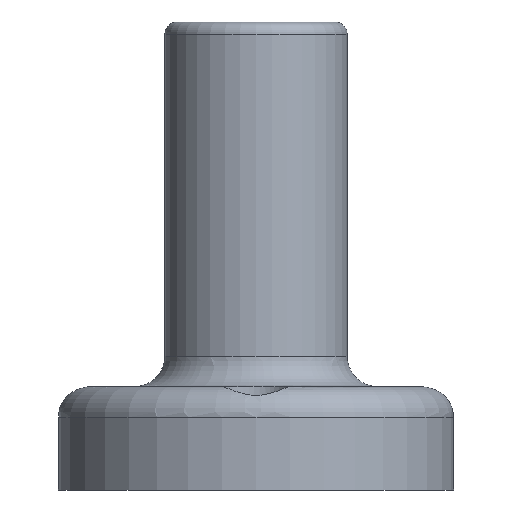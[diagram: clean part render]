
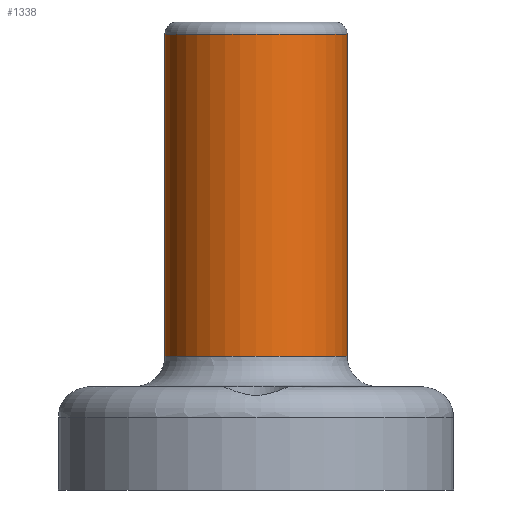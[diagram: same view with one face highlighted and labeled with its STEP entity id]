
A CAD part, front view. The second image highlights one B-rep face of the part: STEP entity #1338.
In plain terms, the highlighted cylindrical face has radius 15 mm (diameter 30 mm), a full revolution.
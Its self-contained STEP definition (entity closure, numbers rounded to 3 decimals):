
#18=CYLINDRICAL_SURFACE('',#1421,15.);
#49=CIRCLE('',#1415,15.);
#52=CIRCLE('',#1418,15.);
#54=CIRCLE('',#1422,15.);
#237=FACE_OUTER_BOUND('',#313,.T.);
#313=EDGE_LOOP('',(#1194,#1195,#1196,#1197,#1198));
#419=LINE('',#2718,#510);
#510=VECTOR('',#1648,15.);
#633=VERTEX_POINT('',#2667);
#634=VERTEX_POINT('',#2668);
#637=VERTEX_POINT('',#2716);
#821=EDGE_CURVE('',#633,#634,#49,.T.);
#827=EDGE_CURVE('',#634,#633,#52,.T.);
#829=EDGE_CURVE('',#637,#637,#54,.T.);
#830=EDGE_CURVE('',#637,#633,#419,.T.);
#1194=ORIENTED_EDGE('',*,*,#829,.F.);
#1195=ORIENTED_EDGE('',*,*,#830,.T.);
#1196=ORIENTED_EDGE('',*,*,#827,.F.);
#1197=ORIENTED_EDGE('',*,*,#821,.F.);
#1198=ORIENTED_EDGE('',*,*,#830,.F.);
#1338=ADVANCED_FACE('',(#237),#18,.T.);
#1415=AXIS2_PLACEMENT_3D('',#2669,#1632,#1633);
#1418=AXIS2_PLACEMENT_3D('',#2712,#1638,#1639);
#1421=AXIS2_PLACEMENT_3D('',#2715,#1644,#1645);
#1422=AXIS2_PLACEMENT_3D('',#2717,#1646,#1647);
#1632=DIRECTION('center_axis',(0.,0.,-1.));
#1633=DIRECTION('ref_axis',(1.,0.,0.));
#1638=DIRECTION('center_axis',(0.,0.,-1.));
#1639=DIRECTION('ref_axis',(1.,0.,0.));
#1644=DIRECTION('center_axis',(0.,0.,1.));
#1645=DIRECTION('ref_axis',(1.,0.,0.));
#1646=DIRECTION('center_axis',(0.,0.,1.));
#1647=DIRECTION('ref_axis',(1.,0.,0.));
#1648=DIRECTION('',(0.,0.,-1.));
#2667=CARTESIAN_POINT('',(-15.,0.,5.));
#2668=CARTESIAN_POINT('',(15.,0.,5.));
#2669=CARTESIAN_POINT('Origin',(0.,0.,5.));
#2712=CARTESIAN_POINT('Origin',(0.,0.,5.));
#2715=CARTESIAN_POINT('Origin',(0.,0.,0.));
#2716=CARTESIAN_POINT('',(-15.,0.,58.));
#2717=CARTESIAN_POINT('Origin',(0.,0.,58.));
#2718=CARTESIAN_POINT('',(-15.,0.,0.));
